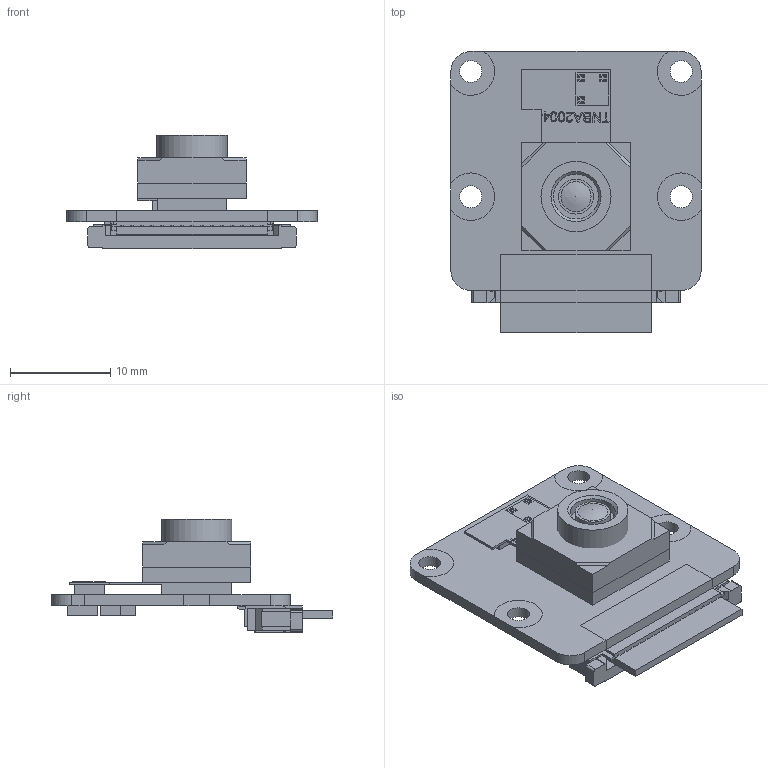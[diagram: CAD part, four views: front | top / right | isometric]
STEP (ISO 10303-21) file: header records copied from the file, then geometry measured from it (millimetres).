
FILE_DESCRIPTION(/* description */ (''),/* implementation_level */ '2;1');
FILE_NAME(/* name */ 'Camera Moudule 3 v8.step',/* time_stamp */ '2023-02-28T22:30:39-08:00',/* author */ (''),/* organization */ (''),/* preprocessor_version */ 'ST-DEVELOPER v19.2',/* originating_system */ 'Autodesk Translation Framework v11.17.0.187',/* authorisation */ '');
FILE_SCHEMA (('AUTOMOTIVE_DESIGN { 1 0 10303 214 3 1 1 }'));
Length unit declared in the file: millimetre
Products named in the file (10): Camera Moudule 3; Board; Rear Components; sfw15r3ste1lf; Sony IMX708; Sensor; Lens; Ring; Mount; Housing
Assembly tree (9 placements, depth 3):
  Camera Moudule 3
    Board
    Rear Components
      sfw15r3ste1lf
    Sony IMX708
      Sensor
      Lens
      Ring
      Mount
      Housing
Bounding box: 25 x 28.06 x 11.35 mm (x, y, z)
Volume: 1750.4 mm3; surface area: 3839 mm2
Topology: 32 solids, 32 shells, 1179 faces, 3323 edges, 2137 vertices
Faces by surface type: plane 1065, bspline 85, cylinder 28, cone 1
Full cylindrical faces by diameter (mm): 2.2 x4, 3 x1, 3.5 x1, 4.5 x1, 7 x1
Entity records: 38474 total; most frequent: CARTESIAN_POINT 8112, ORIENTED_EDGE 6644, DIRECTION 5443, EDGE_CURVE 3322, LINE 3093, VECTOR 3093, VERTEX_POINT 2137, EDGE_LOOP 1247
